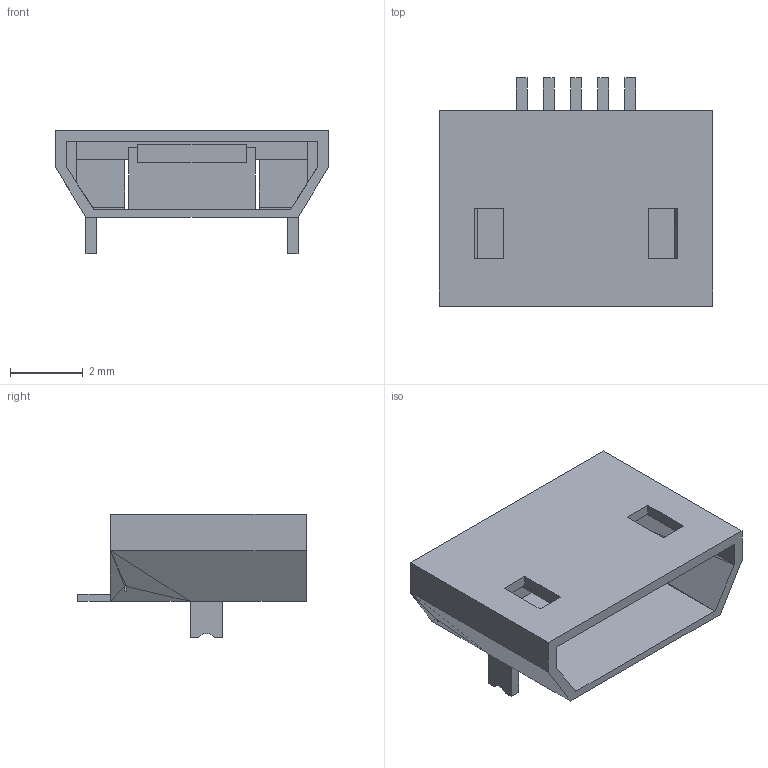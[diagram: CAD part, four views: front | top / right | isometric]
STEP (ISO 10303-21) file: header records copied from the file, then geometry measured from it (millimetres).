
FILE_DESCRIPTION(('FreeCAD Model'),'2;1');
FILE_NAME('Open CASCADE Shape Model','2021-03-08T14:08:29',('Author'),( ''),'Open CASCADE STEP processor 7.4','FreeCAD','Unknown');
FILE_SCHEMA(('AUTOMOTIVE_DESIGN { 1 0 10303 214 1 1 1 1 }'));
Length unit declared in the file: millimetre
Products named in the file (10): USB_Micro_B_Connector_SMD_7_5x6_3mm_1; USB_Micro_B_Connector_SMD_7_5x6_3mm_2_Solid__8_001001_(Solid); USB_Micro_B_Connector_SMD_7_5x6_3mm_2_Solid__7_001001_(Solid); USB_Micro_B_Connector_SMD_7_5x6_3mm_2_Solid__6_001001_(Solid); USB_Micro_B_Connector_SMD_7_5x6_3mm_2_Solid__5_001001_(Solid); USB_Micro_B_Connector_SMD_7_5x6_3mm_2_Solid__4_001001_(Solid); USB_Micro_B_Connector_SMD_7_5x6_3mm_2_Solid__3_001001_(Solid); USB_Micro_B_Connector_SMD_7_5x6_3mm_2_Solid__2_001001_(Solid); USB_Micro_B_Connector_SMD_7_5x6_3mm_2_Solid001001_(Solid); USB_Micro_B_Connector_SMD_7_5x6_3mm_2_Solid__9_001001_(Solid)
Assembly tree (9 placements, depth 2):
  USB_Micro_B_Connector_SMD_7_5x6_3mm_1
    USB_Micro_B_Connector_SMD_7_5x6_3mm_2_Solid__8_001001_(Solid)
    USB_Micro_B_Connector_SMD_7_5x6_3mm_2_Solid__7_001001_(Solid)
    USB_Micro_B_Connector_SMD_7_5x6_3mm_2_Solid__6_001001_(Solid)
    USB_Micro_B_Connector_SMD_7_5x6_3mm_2_Solid__5_001001_(Solid)
    USB_Micro_B_Connector_SMD_7_5x6_3mm_2_Solid__4_001001_(Solid)
    USB_Micro_B_Connector_SMD_7_5x6_3mm_2_Solid__3_001001_(Solid)
    USB_Micro_B_Connector_SMD_7_5x6_3mm_2_Solid__2_001001_(Solid)
    USB_Micro_B_Connector_SMD_7_5x6_3mm_2_Solid001001_(Solid)
    USB_Micro_B_Connector_SMD_7_5x6_3mm_2_Solid__9_001001_(Solid)
Bounding box: 7.55 x 6.3 x 3.4 mm (x, y, z)
Volume: 42.1 mm3; surface area: 278.7 mm2
Topology: 9 solids, 9 shells, 131 faces, 318 edges, 200 vertices
Faces by surface type: plane 131
Entity records: 8093 total; most frequent: CARTESIAN_POINT 1308, DIRECTION 1223, LINE 941, VECTOR 941, ORIENTED_EDGE 636, PCURVE 636, DEFINITIONAL_REPRESENTATION 636, EDGE_CURVE 318
